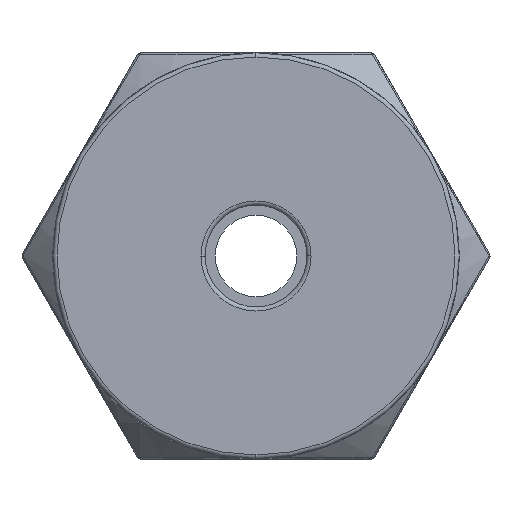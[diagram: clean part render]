
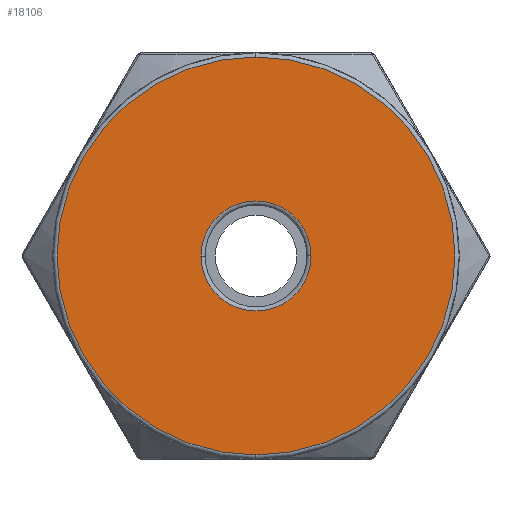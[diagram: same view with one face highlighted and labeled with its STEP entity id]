
A CAD part, left-side view. The second image highlights one B-rep face of the part: STEP entity #18106.
In plain terms, the highlighted face is planar.
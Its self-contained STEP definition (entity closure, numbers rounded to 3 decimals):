
#15009=CARTESIAN_POINT('',(0.,0.,0.));
#15010=DIRECTION('',(-1.,0.,0.));
#15011=DIRECTION('',(0.,1.,0.));
#15012=AXIS2_PLACEMENT_3D('',#15009,#15010,#15011);
#15014=CARTESIAN_POINT('',(0.,0.,0.));
#15015=DIRECTION('',(-1.,0.,0.));
#15016=DIRECTION('',(0.,-1.,0.));
#15017=AXIS2_PLACEMENT_3D('',#15014,#15015,#15016);
#15019=CARTESIAN_POINT('',(0.,0.,0.));
#15020=DIRECTION('',(1.,0.,0.));
#15021=DIRECTION('',(0.,0.,1.));
#15022=AXIS2_PLACEMENT_3D('',#15019,#15020,#15021);
#15024=CARTESIAN_POINT('',(0.,0.,0.));
#15025=DIRECTION('',(1.,0.,0.));
#15026=DIRECTION('',(0.,0.,-1.));
#15027=AXIS2_PLACEMENT_3D('',#15024,#15025,#15026);
#17919=CARTESIAN_POINT('',(0.,1.625,0.));
#17920=CARTESIAN_POINT('',(0.,-1.625,0.));
#17921=VERTEX_POINT('',#17919);
#17922=VERTEX_POINT('',#17920);
#17950=CARTESIAN_POINT('',(0.,0.,5.875));
#17951=CARTESIAN_POINT('',(0.,0.,-5.875));
#17952=VERTEX_POINT('',#17950);
#17953=VERTEX_POINT('',#17951);
#18089=CARTESIAN_POINT('',(0.,0.,0.));
#18090=DIRECTION('',(1.,0.,0.));
#18091=DIRECTION('',(0.,-1.,0.));
#18092=AXIS2_PLACEMENT_3D('',#18089,#18090,#18091);
#18093=PLANE('',#18092);
#18095=ORIENTED_EDGE('',*,*,#18094,.F.);
#18097=ORIENTED_EDGE('',*,*,#18096,.F.);
#18098=EDGE_LOOP('',(#18095,#18097));
#18099=FACE_OUTER_BOUND('',#18098,.F.);
#18101=ORIENTED_EDGE('',*,*,#18100,.F.);
#18103=ORIENTED_EDGE('',*,*,#18102,.F.);
#18104=EDGE_LOOP('',(#18101,#18103));
#18105=FACE_BOUND('',#18104,.F.);
#15013=CIRCLE('',#15012,1.625);
#15018=CIRCLE('',#15017,1.625);
#15023=CIRCLE('',#15022,5.875);
#15028=CIRCLE('',#15027,5.875);
#18094=EDGE_CURVE('',#17952,#17953,#15023,.T.);
#18096=EDGE_CURVE('',#17953,#17952,#15028,.T.);
#18100=EDGE_CURVE('',#17921,#17922,#15013,.T.);
#18102=EDGE_CURVE('',#17922,#17921,#15018,.T.);
#18106=ADVANCED_FACE('',(#18099,#18105),#18093,.T.);
